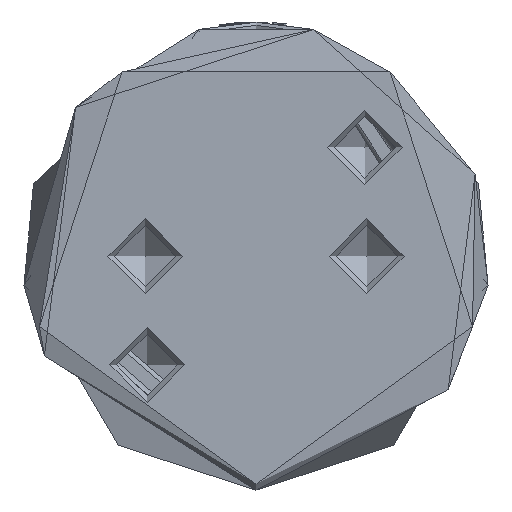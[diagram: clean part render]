
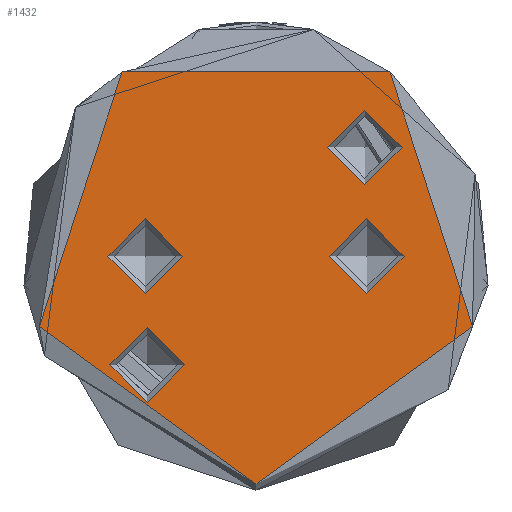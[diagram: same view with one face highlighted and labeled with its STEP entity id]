
A CAD part, front view. The second image highlights one B-rep face of the part: STEP entity #1432.
In plain terms, the highlighted face is planar.
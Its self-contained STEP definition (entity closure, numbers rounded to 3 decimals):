
#311 = EDGE_LOOP ( 'NONE', ( #4537 ) ) ;
#328 = DIRECTION ( 'NONE',  ( 0., 0., 1. ) ) ;
#373 = CIRCLE ( 'NONE', #550, 3.025 ) ;
#390 = PLANE ( 'NONE',  #4143 ) ;
#402 = CARTESIAN_POINT ( 'NONE',  ( -18.5, 0., 0. ) ) ;
#550 = AXIS2_PLACEMENT_3D ( 'NONE', #682, #3639, #1113 ) ;
#601 = CARTESIAN_POINT ( 'NONE',  ( 0., 9., 0. ) ) ;
#682 = CARTESIAN_POINT ( 'NONE',  ( 8.839, -8.839, 0. ) ) ;
#821 = CARTESIAN_POINT ( 'NONE',  ( 3.025, -9., 0. ) ) ;
#912 = VERTEX_POINT ( 'NONE', #1232 ) ;
#943 = EDGE_CURVE ( 'NONE', #2028, #2028, #1639, .T. ) ;
#1002 = EDGE_CURVE ( 'NONE', #912, #912, #373, .T. ) ;
#1035 = DIRECTION ( 'NONE',  ( 1., 0., 0. ) ) ;
#1075 = DIRECTION ( 'NONE',  ( 0., 0., 1. ) ) ;
#1100 = CIRCLE ( 'NONE', #4432, 3.025 ) ;
#1113 = DIRECTION ( 'NONE',  ( 1., 0., 0. ) ) ;
#1180 = ORIENTED_EDGE ( 'NONE', *, *, #4139, .T. ) ;
#1232 = CARTESIAN_POINT ( 'NONE',  ( 11.864, -8.839, 0. ) ) ;
#1259 = DIRECTION ( 'NONE',  ( 0., 0., -1. ) ) ;
#1432 = ADVANCED_FACE ( 'NONE', ( #3512, #4303, #3846, #5086, #5027 ), #390, .F. ) ;
#1639 = CIRCLE ( 'NONE', #3208, 3.025 ) ;
#1640 = EDGE_LOOP ( 'NONE', ( #4427 ) ) ;
#1895 = DIRECTION ( 'NONE',  ( 0., 0., 1. ) ) ;
#1959 = EDGE_LOOP ( 'NONE', ( #1180 ) ) ;
#2024 = ORIENTED_EDGE ( 'NONE', *, *, #2814, .F. ) ;
#2028 = VERTEX_POINT ( 'NONE', #3763 ) ;
#2209 = ORIENTED_EDGE ( 'NONE', *, *, #4623, .F. ) ;
#2320 = AXIS2_PLACEMENT_3D ( 'NONE', #4437, #1895, #4850 ) ;
#2814 = EDGE_CURVE ( 'NONE', #5003, #5003, #3945, .T. ) ;
#2863 = CARTESIAN_POINT ( 'NONE',  ( 0., 0., 0. ) ) ;
#2872 = CARTESIAN_POINT ( 'NONE',  ( 0., 19., 0. ) ) ;
#2947 = CIRCLE ( 'NONE', #4640, 18.5 ) ;
#3017 = EDGE_LOOP ( 'NONE', ( #2209 ) ) ;
#3208 = AXIS2_PLACEMENT_3D ( 'NONE', #601, #3564, #1035 ) ;
#3288 = DIRECTION ( 'NONE',  ( -1., 0., 0. ) ) ;
#3487 = VERTEX_POINT ( 'NONE', #4229 ) ;
#3512 = FACE_BOUND ( 'NONE', #3017, .T. ) ;
#3564 = DIRECTION ( 'NONE',  ( 0., 0., 1. ) ) ;
#3597 = CARTESIAN_POINT ( 'NONE',  ( -8.839, 8.839, 0. ) ) ;
#3612 = VERTEX_POINT ( 'NONE', #402 ) ;
#3639 = DIRECTION ( 'NONE',  ( 0., 0., 1. ) ) ;
#3760 = EDGE_LOOP ( 'NONE', ( #2024 ) ) ;
#3763 = CARTESIAN_POINT ( 'NONE',  ( 3.025, 9., 0. ) ) ;
#3846 = FACE_BOUND ( 'NONE', #3760, .T. ) ;
#3945 = CIRCLE ( 'NONE', #2320, 3.025 ) ;
#4037 = DIRECTION ( 'NONE',  ( 1., 0., 0. ) ) ;
#4139 = EDGE_CURVE ( 'NONE', #3612, #3612, #2947, .T. ) ;
#4143 = AXIS2_PLACEMENT_3D ( 'NONE', #2872, #1259, #4209 ) ;
#4209 = DIRECTION ( 'NONE',  ( -1., 0., 0. ) ) ;
#4229 = CARTESIAN_POINT ( 'NONE',  ( -5.814, 8.839, 0. ) ) ;
#4303 = FACE_BOUND ( 'NONE', #1640, .T. ) ;
#4427 = ORIENTED_EDGE ( 'NONE', *, *, #943, .F. ) ;
#4432 = AXIS2_PLACEMENT_3D ( 'NONE', #3597, #1075, #4037 ) ;
#4437 = CARTESIAN_POINT ( 'NONE',  ( 0., -9., 0. ) ) ;
#4537 = ORIENTED_EDGE ( 'NONE', *, *, #1002, .F. ) ;
#4623 = EDGE_CURVE ( 'NONE', #3487, #3487, #1100, .T. ) ;
#4640 = AXIS2_PLACEMENT_3D ( 'NONE', #2863, #328, #3288 ) ;
#4850 = DIRECTION ( 'NONE',  ( 1., 0., 0. ) ) ;
#5003 = VERTEX_POINT ( 'NONE', #821 ) ;
#5027 = FACE_OUTER_BOUND ( 'NONE', #1959, .T. ) ;
#5086 = FACE_BOUND ( 'NONE', #311, .T. ) ;
